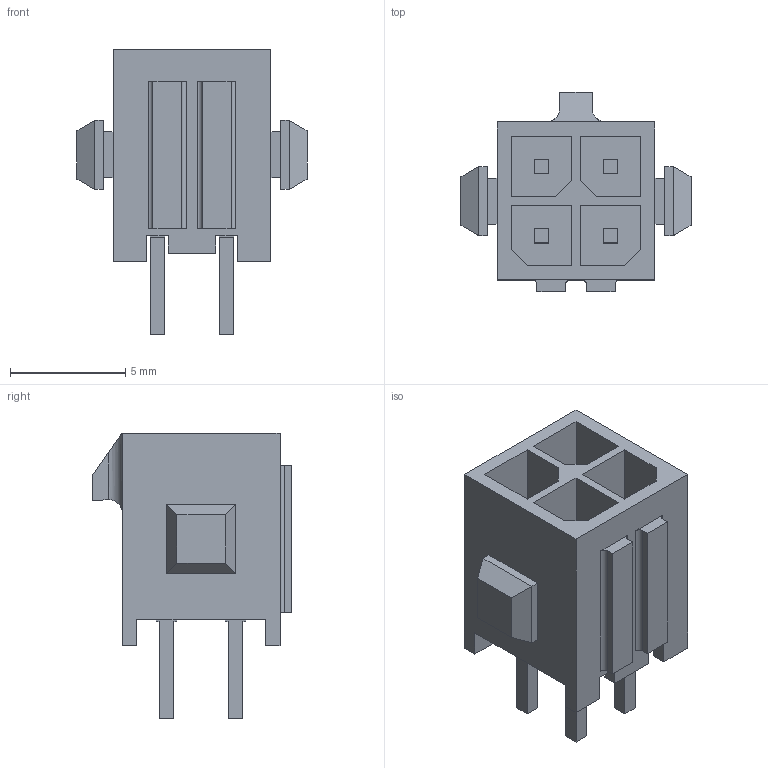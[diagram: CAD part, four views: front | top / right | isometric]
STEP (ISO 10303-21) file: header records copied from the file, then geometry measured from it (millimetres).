
FILE_DESCRIPTION((''),'2;1');
FILE_NAME('TYCO_3-794631-4.stp','2009-11-12T09:06:45',(''),(''),'Mechanical Desktop 2006','Mechanical Desktop 2006',', , ');
FILE_SCHEMA(('AUTOMOTIVE_DESIGN { 1 2 10303 214 0 1 1 1 }'));
Length unit declared in the file: millimetre
Products named in the file (1): Product
Bounding box: 10 x 8.67 x 12.42 mm (x, y, z)
Volume: 266.4 mm3; surface area: 758.6 mm2
Topology: 9 solids, 9 shells, 164 faces, 402 edges, 270 vertices
Faces by surface type: plane 157, cylinder 7
Entity records: 4810 total; most frequent: CARTESIAN_POINT 879, ORIENTED_EDGE 796, DIRECTION 738, EDGE_CURVE 398, VECTOR 388, LINE 388, VERTEX_POINT 262, AXIS2_PLACEMENT_3D 175
